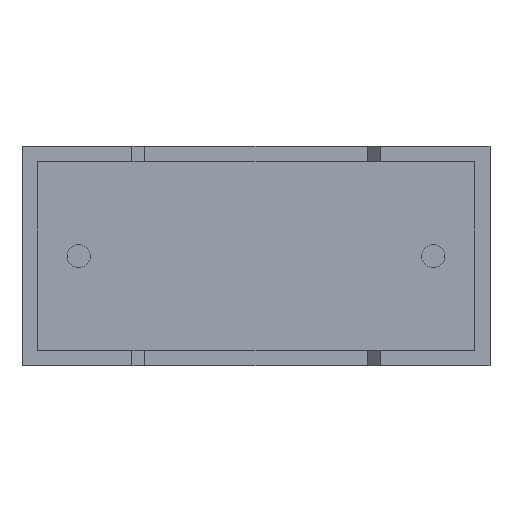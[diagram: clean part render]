
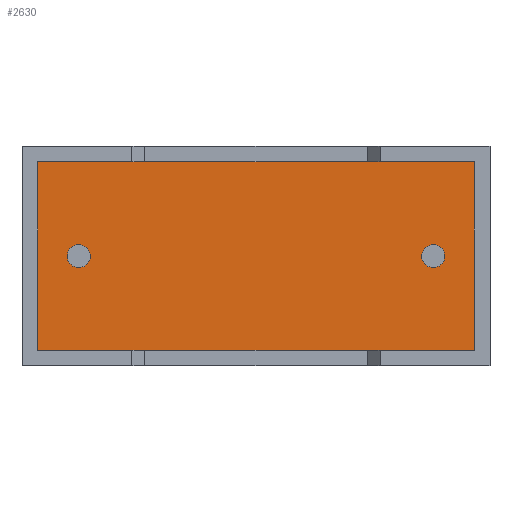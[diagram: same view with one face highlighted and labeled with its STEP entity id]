
A CAD part, front view. The second image highlights one B-rep face of the part: STEP entity #2630.
In plain terms, the highlighted planar face has unit normal (0, -1, 0).
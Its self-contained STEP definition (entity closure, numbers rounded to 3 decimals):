
#51 = CIRCLE ( 'NONE', #752, 0.325 ) ;
#95 = CARTESIAN_POINT ( 'NONE',  ( 12.76, 0.75, 0.44 ) ) ;
#190 = DIRECTION ( 'NONE',  ( 0., -1., 0. ) ) ;
#217 = CARTESIAN_POINT ( 'NONE',  ( 1.6, 0.75, 3.1 ) ) ;
#428 = DIRECTION ( 'NONE',  ( 0., -1., 0. ) ) ;
#435 = CARTESIAN_POINT ( 'NONE',  ( 12.76, 0.75, 5.76 ) ) ;
#449 = AXIS2_PLACEMENT_3D ( 'NONE', #2019, #2975, #2126 ) ;
#452 = LINE ( 'NONE', #95, #2664 ) ;
#516 = CARTESIAN_POINT ( 'NONE',  ( 11.6, 0.75, 3.1 ) ) ;
#517 = EDGE_LOOP ( 'NONE', ( #1469, #2260, #677, #2791 ) ) ;
#545 = DIRECTION ( 'NONE',  ( 0., -1., 0. ) ) ;
#592 = LINE ( 'NONE', #2469, #1985 ) ;
#603 = CARTESIAN_POINT ( 'NONE',  ( 0.44, 0.75, 5.76 ) ) ;
#611 = VERTEX_POINT ( 'NONE', #948 ) ;
#648 = CARTESIAN_POINT ( 'NONE',  ( 1.6, 0.75, 3.425 ) ) ;
#677 = ORIENTED_EDGE ( 'NONE', *, *, #1424, .T. ) ;
#752 = AXIS2_PLACEMENT_3D ( 'NONE', #217, #190, #2806 ) ;
#775 = CARTESIAN_POINT ( 'NONE',  ( 0.44, 0.75, 0.44 ) ) ;
#858 = EDGE_CURVE ( 'NONE', #1707, #1991, #2206, .T. ) ;
#893 = EDGE_CURVE ( 'NONE', #1329, #2899, #2322, .T. ) ;
#905 = CIRCLE ( 'NONE', #2086, 0.325 ) ;
#948 = CARTESIAN_POINT ( 'NONE',  ( 12.76, 0.75, 0.44 ) ) ;
#984 = DIRECTION ( 'NONE',  ( 0., 0., -1. ) ) ;
#995 = VECTOR ( 'NONE', #1021, 1000. ) ;
#1021 = DIRECTION ( 'NONE',  ( 0., 0., -1. ) ) ;
#1056 = DIRECTION ( 'NONE',  ( -1., 0., 0. ) ) ;
#1105 = VECTOR ( 'NONE', #1056, 1000. ) ;
#1132 = FACE_BOUND ( 'NONE', #2239, .T. ) ;
#1274 = EDGE_CURVE ( 'NONE', #2899, #1329, #1402, .T. ) ;
#1319 = DIRECTION ( 'NONE',  ( 1., 0., 0. ) ) ;
#1329 = VERTEX_POINT ( 'NONE', #2643 ) ;
#1381 = CARTESIAN_POINT ( 'NONE',  ( 1.6, 0.75, 3.1 ) ) ;
#1399 = AXIS2_PLACEMENT_3D ( 'NONE', #516, #1819, #2100 ) ;
#1402 = CIRCLE ( 'NONE', #449, 0.325 ) ;
#1424 = EDGE_CURVE ( 'NONE', #611, #2714, #452, .T. ) ;
#1434 = EDGE_CURVE ( 'NONE', #2714, #1707, #2074, .T. ) ;
#1469 = ORIENTED_EDGE ( 'NONE', *, *, #858, .T. ) ;
#1620 = ORIENTED_EDGE ( 'NONE', *, *, #893, .F. ) ;
#1648 = EDGE_CURVE ( 'NONE', #1991, #611, #592, .T. ) ;
#1707 = VERTEX_POINT ( 'NONE', #603 ) ;
#1722 = VERTEX_POINT ( 'NONE', #648 ) ;
#1725 = CARTESIAN_POINT ( 'NONE',  ( 0.44, 0.75, 5.76 ) ) ;
#1819 = DIRECTION ( 'NONE',  ( 0., -1., 0. ) ) ;
#1824 = ORIENTED_EDGE ( 'NONE', *, *, #1274, .F. ) ;
#1985 = VECTOR ( 'NONE', #1319, 1000. ) ;
#1991 = VERTEX_POINT ( 'NONE', #775 ) ;
#2019 = CARTESIAN_POINT ( 'NONE',  ( 11.6, 0.75, 3.1 ) ) ;
#2074 = LINE ( 'NONE', #435, #1105 ) ;
#2086 = AXIS2_PLACEMENT_3D ( 'NONE', #1381, #428, #2358 ) ;
#2100 = DIRECTION ( 'NONE',  ( 0., 0., -1. ) ) ;
#2104 = FACE_BOUND ( 'NONE', #2168, .T. ) ;
#2126 = DIRECTION ( 'NONE',  ( 0., 0., -1. ) ) ;
#2168 = EDGE_LOOP ( 'NONE', ( #2394, #2877 ) ) ;
#2206 = LINE ( 'NONE', #1725, #995 ) ;
#2239 = EDGE_LOOP ( 'NONE', ( #1824, #1620 ) ) ;
#2260 = ORIENTED_EDGE ( 'NONE', *, *, #1648, .T. ) ;
#2265 = EDGE_CURVE ( 'NONE', #2533, #1722, #905, .T. ) ;
#2269 = EDGE_CURVE ( 'NONE', #1722, #2533, #51, .T. ) ;
#2270 = CARTESIAN_POINT ( 'NONE',  ( 1.6, 0.75, 2.775 ) ) ;
#2322 = CIRCLE ( 'NONE', #1399, 0.325 ) ;
#2355 = PLANE ( 'NONE',  #2478 ) ;
#2358 = DIRECTION ( 'NONE',  ( 0., 0., -1. ) ) ;
#2394 = ORIENTED_EDGE ( 'NONE', *, *, #2269, .F. ) ;
#2430 = CARTESIAN_POINT ( 'NONE',  ( 0., 0.75, 0. ) ) ;
#2469 = CARTESIAN_POINT ( 'NONE',  ( 0.44, 0.75, 0.44 ) ) ;
#2478 = AXIS2_PLACEMENT_3D ( 'NONE', #2430, #545, #984 ) ;
#2530 = DIRECTION ( 'NONE',  ( 0., 0., 1. ) ) ;
#2533 = VERTEX_POINT ( 'NONE', #2270 ) ;
#2567 = FACE_OUTER_BOUND ( 'NONE', #517, .T. ) ;
#2601 = CARTESIAN_POINT ( 'NONE',  ( 11.6, 0.75, 3.425 ) ) ;
#2630 = ADVANCED_FACE ( 'NONE', ( #1132, #2567, #2104 ), #2355, .T. ) ;
#2643 = CARTESIAN_POINT ( 'NONE',  ( 11.6, 0.75, 2.775 ) ) ;
#2664 = VECTOR ( 'NONE', #2530, 1000. ) ;
#2714 = VERTEX_POINT ( 'NONE', #2842 ) ;
#2791 = ORIENTED_EDGE ( 'NONE', *, *, #1434, .T. ) ;
#2806 = DIRECTION ( 'NONE',  ( 0., 0., -1. ) ) ;
#2842 = CARTESIAN_POINT ( 'NONE',  ( 12.76, 0.75, 5.76 ) ) ;
#2877 = ORIENTED_EDGE ( 'NONE', *, *, #2265, .F. ) ;
#2899 = VERTEX_POINT ( 'NONE', #2601 ) ;
#2975 = DIRECTION ( 'NONE',  ( 0., -1., 0. ) ) ;
